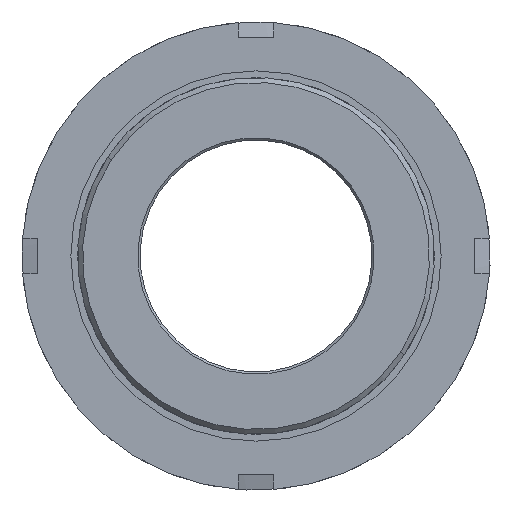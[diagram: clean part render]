
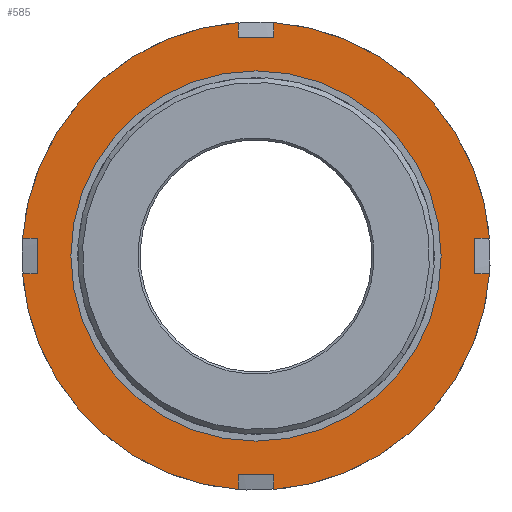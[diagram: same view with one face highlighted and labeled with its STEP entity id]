
A CAD part, front view. The second image highlights one B-rep face of the part: STEP entity #585.
In plain terms, the highlighted planar face has unit normal (0, -1, 0).
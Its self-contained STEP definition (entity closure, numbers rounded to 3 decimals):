
#27 = DIRECTION ( 'NONE',  ( -1., 0., 0. ) ) ;
#33 = AXIS2_PLACEMENT_3D ( 'NONE', #242, #1909, #27 ) ;
#35 = LINE ( 'NONE', #1937, #260 ) ;
#50 = ORIENTED_EDGE ( 'NONE', *, *, #1328, .T. ) ;
#69 = VECTOR ( 'NONE', #1359, 1000. ) ;
#71 = VERTEX_POINT ( 'NONE', #2100 ) ;
#83 = VERTEX_POINT ( 'NONE', #1510 ) ;
#98 = VERTEX_POINT ( 'NONE', #1060 ) ;
#99 = VECTOR ( 'NONE', #1973, 1000. ) ;
#101 = ORIENTED_EDGE ( 'NONE', *, *, #975, .T. ) ;
#141 = EDGE_CURVE ( 'NONE', #71, #2290, #491, .T. ) ;
#213 = EDGE_CURVE ( 'NONE', #2167, #98, #1391, .T. ) ;
#242 = CARTESIAN_POINT ( 'NONE',  ( 41.5, -31.968, 0. ) ) ;
#246 = CARTESIAN_POINT ( 'NONE',  ( 0., -31.968, 0. ) ) ;
#260 = VECTOR ( 'NONE', #527, 1000. ) ;
#268 = DIRECTION ( 'NONE',  ( 0., 1., 0. ) ) ;
#283 = ORIENTED_EDGE ( 'NONE', *, *, #2607, .T. ) ;
#294 = VECTOR ( 'NONE', #2654, 1000. ) ;
#322 = VERTEX_POINT ( 'NONE', #1574 ) ;
#323 = CIRCLE ( 'NONE', #1435, 41.5 ) ;
#410 = DIRECTION ( 'NONE',  ( 0., 0., -1. ) ) ;
#431 = EDGE_CURVE ( 'NONE', #1583, #322, #2049, .T. ) ;
#432 = DIRECTION ( 'NONE',  ( 0., 1., 0. ) ) ;
#451 = CARTESIAN_POINT ( 'NONE',  ( -4., -31.968, 0. ) ) ;
#471 = CIRCLE ( 'NONE', #1283, 52.5 ) ;
#491 = LINE ( 'NONE', #451, #911 ) ;
#501 = EDGE_CURVE ( 'NONE', #2167, #632, #1493, .T. ) ;
#517 = CARTESIAN_POINT ( 'NONE',  ( 49., -31.968, 4. ) ) ;
#527 = DIRECTION ( 'NONE',  ( 0., 0., -1. ) ) ;
#567 = AXIS2_PLACEMENT_3D ( 'NONE', #932, #2573, #2544 ) ;
#585 = ADVANCED_FACE ( 'NONE', ( #2552, #1522 ), #2151, .F. ) ;
#610 = CARTESIAN_POINT ( 'NONE',  ( 49., -31.968, 0. ) ) ;
#629 = DIRECTION ( 'NONE',  ( 1., 0., 0. ) ) ;
#630 = DIRECTION ( 'NONE',  ( -1., 0., 0. ) ) ;
#632 = VERTEX_POINT ( 'NONE', #876 ) ;
#705 = CIRCLE ( 'NONE', #1915, 52.5 ) ;
#720 = ORIENTED_EDGE ( 'NONE', *, *, #2053, .F. ) ;
#728 = CARTESIAN_POINT ( 'NONE',  ( -4., -31.968, 0. ) ) ;
#729 = ORIENTED_EDGE ( 'NONE', *, *, #1634, .F. ) ;
#784 = VECTOR ( 'NONE', #410, 1000. ) ;
#797 = VERTEX_POINT ( 'NONE', #1358 ) ;
#848 = ORIENTED_EDGE ( 'NONE', *, *, #1547, .F. ) ;
#856 = CARTESIAN_POINT ( 'NONE',  ( 0., -31.968, 4. ) ) ;
#860 = VECTOR ( 'NONE', #629, 1000. ) ;
#864 = LINE ( 'NONE', #1489, #99 ) ;
#876 = CARTESIAN_POINT ( 'NONE',  ( -52.347, -31.968, -4. ) ) ;
#880 = VECTOR ( 'NONE', #1347, 1000. ) ;
#902 = DIRECTION ( 'NONE',  ( -1., 0., 0. ) ) ;
#911 = VECTOR ( 'NONE', #2119, 1000. ) ;
#932 = CARTESIAN_POINT ( 'NONE',  ( 0., -31.968, 0. ) ) ;
#940 = CARTESIAN_POINT ( 'NONE',  ( 4., -31.968, 49. ) ) ;
#962 = AXIS2_PLACEMENT_3D ( 'NONE', #2019, #1239, #630 ) ;
#970 = CARTESIAN_POINT ( 'NONE',  ( 0., -31.968, -49. ) ) ;
#975 = EDGE_CURVE ( 'NONE', #2283, #797, #323, .T. ) ;
#987 = CARTESIAN_POINT ( 'NONE',  ( 4., -31.968, -52.347 ) ) ;
#1041 = VERTEX_POINT ( 'NONE', #2328 ) ;
#1043 = DIRECTION ( 'NONE',  ( -1., 0., 0. ) ) ;
#1053 = EDGE_CURVE ( 'NONE', #2479, #2073, #35, .T. ) ;
#1060 = CARTESIAN_POINT ( 'NONE',  ( -4., -31.968, -49. ) ) ;
#1084 = DIRECTION ( 'NONE',  ( -1., 0., 0. ) ) ;
#1093 = EDGE_CURVE ( 'NONE', #1184, #1765, #2022, .T. ) ;
#1146 = CARTESIAN_POINT ( 'NONE',  ( 4., -31.968, 0. ) ) ;
#1184 = VERTEX_POINT ( 'NONE', #987 ) ;
#1219 = CARTESIAN_POINT ( 'NONE',  ( 0., -31.968, 49. ) ) ;
#1239 = DIRECTION ( 'NONE',  ( 0., 1., 0. ) ) ;
#1245 = VECTOR ( 'NONE', #1364, 1000. ) ;
#1252 = LINE ( 'NONE', #2168, #1665 ) ;
#1259 = AXIS2_PLACEMENT_3D ( 'NONE', #2277, #432, #1264 ) ;
#1262 = CARTESIAN_POINT ( 'NONE',  ( 0., -31.968, 0. ) ) ;
#1264 = DIRECTION ( 'NONE',  ( -1., 0., 0. ) ) ;
#1270 = DIRECTION ( 'NONE',  ( 0., 1., 0. ) ) ;
#1283 = AXIS2_PLACEMENT_3D ( 'NONE', #1262, #1270, #1043 ) ;
#1315 = VERTEX_POINT ( 'NONE', #1407 ) ;
#1328 = EDGE_CURVE ( 'NONE', #797, #2283, #1766, .T. ) ;
#1332 = ORIENTED_EDGE ( 'NONE', *, *, #1093, .F. ) ;
#1343 = ORIENTED_EDGE ( 'NONE', *, *, #501, .F. ) ;
#1344 = CIRCLE ( 'NONE', #567, 52.5 ) ;
#1345 = DIRECTION ( 'NONE',  ( 1., 0., 0. ) ) ;
#1347 = DIRECTION ( 'NONE',  ( 0., 0., 1. ) ) ;
#1358 = CARTESIAN_POINT ( 'NONE',  ( -41.5, -31.968, 0. ) ) ;
#1359 = DIRECTION ( 'NONE',  ( -1., 0., 0. ) ) ;
#1364 = DIRECTION ( 'NONE',  ( -1., 0., 0. ) ) ;
#1365 = ORIENTED_EDGE ( 'NONE', *, *, #213, .T. ) ;
#1391 = LINE ( 'NONE', #728, #880 ) ;
#1406 = CARTESIAN_POINT ( 'NONE',  ( -4., -31.968, -52.347 ) ) ;
#1407 = CARTESIAN_POINT ( 'NONE',  ( 52.347, -31.968, -4. ) ) ;
#1409 = ORIENTED_EDGE ( 'NONE', *, *, #431, .F. ) ;
#1412 = LINE ( 'NONE', #970, #69 ) ;
#1427 = VERTEX_POINT ( 'NONE', #1841 ) ;
#1435 = AXIS2_PLACEMENT_3D ( 'NONE', #246, #268, #1084 ) ;
#1460 = EDGE_LOOP ( 'NONE', ( #283, #1409, #720, #2062, #2256, #2095, #2415, #729, #1908, #1629, #2060, #1343, #1365, #2333, #1332, #848 ) ) ;
#1489 = CARTESIAN_POINT ( 'NONE',  ( -49., -31.968, 0. ) ) ;
#1493 = CIRCLE ( 'NONE', #1259, 52.5 ) ;
#1510 = CARTESIAN_POINT ( 'NONE',  ( -49., -31.968, 4. ) ) ;
#1522 = FACE_OUTER_BOUND ( 'NONE', #1460, .T. ) ;
#1547 = EDGE_CURVE ( 'NONE', #1315, #1184, #705, .T. ) ;
#1574 = CARTESIAN_POINT ( 'NONE',  ( 49., -31.968, -4. ) ) ;
#1578 = EDGE_CURVE ( 'NONE', #2500, #83, #864, .T. ) ;
#1583 = VERTEX_POINT ( 'NONE', #517 ) ;
#1585 = CARTESIAN_POINT ( 'NONE',  ( 4., -31.968, -49. ) ) ;
#1629 = ORIENTED_EDGE ( 'NONE', *, *, #1578, .F. ) ;
#1634 = EDGE_CURVE ( 'NONE', #1427, #71, #1344, .T. ) ;
#1648 = EDGE_CURVE ( 'NONE', #632, #2500, #1252, .T. ) ;
#1665 = VECTOR ( 'NONE', #1345, 1000. ) ;
#1710 = CARTESIAN_POINT ( 'NONE',  ( 0., -31.968, 0. ) ) ;
#1765 = VERTEX_POINT ( 'NONE', #1585 ) ;
#1766 = CIRCLE ( 'NONE', #962, 41.5 ) ;
#1770 = EDGE_CURVE ( 'NONE', #1765, #98, #1412, .T. ) ;
#1832 = CARTESIAN_POINT ( 'NONE',  ( 0., -31.968, -4. ) ) ;
#1841 = CARTESIAN_POINT ( 'NONE',  ( -52.347, -31.968, 4. ) ) ;
#1908 = ORIENTED_EDGE ( 'NONE', *, *, #2263, .T. ) ;
#1909 = DIRECTION ( 'NONE',  ( 0., 1., 0. ) ) ;
#1915 = AXIS2_PLACEMENT_3D ( 'NONE', #1710, #2334, #902 ) ;
#1937 = CARTESIAN_POINT ( 'NONE',  ( 4., -31.968, 0. ) ) ;
#1958 = LINE ( 'NONE', #1219, #294 ) ;
#1973 = DIRECTION ( 'NONE',  ( 0., 0., 1. ) ) ;
#2019 = CARTESIAN_POINT ( 'NONE',  ( 0., -31.968, 0. ) ) ;
#2022 = LINE ( 'NONE', #1146, #2082 ) ;
#2049 = LINE ( 'NONE', #610, #784 ) ;
#2052 = DIRECTION ( 'NONE',  ( -1., 0., 0. ) ) ;
#2053 = EDGE_CURVE ( 'NONE', #1041, #1583, #2252, .T. ) ;
#2060 = ORIENTED_EDGE ( 'NONE', *, *, #1648, .F. ) ;
#2062 = ORIENTED_EDGE ( 'NONE', *, *, #2652, .F. ) ;
#2068 = CARTESIAN_POINT ( 'NONE',  ( -4., -31.968, 49. ) ) ;
#2073 = VERTEX_POINT ( 'NONE', #940 ) ;
#2082 = VECTOR ( 'NONE', #2586, 1000. ) ;
#2095 = ORIENTED_EDGE ( 'NONE', *, *, #2605, .F. ) ;
#2100 = CARTESIAN_POINT ( 'NONE',  ( -4., -31.968, 52.347 ) ) ;
#2119 = DIRECTION ( 'NONE',  ( 0., 0., -1. ) ) ;
#2150 = VECTOR ( 'NONE', #2052, 1000. ) ;
#2151 = PLANE ( 'NONE',  #33 ) ;
#2167 = VERTEX_POINT ( 'NONE', #1406 ) ;
#2168 = CARTESIAN_POINT ( 'NONE',  ( 0., -31.968, -4. ) ) ;
#2178 = LINE ( 'NONE', #1832, #2150 ) ;
#2235 = EDGE_LOOP ( 'NONE', ( #50, #101 ) ) ;
#2243 = CARTESIAN_POINT ( 'NONE',  ( -49., -31.968, -4. ) ) ;
#2252 = LINE ( 'NONE', #2615, #1245 ) ;
#2256 = ORIENTED_EDGE ( 'NONE', *, *, #1053, .T. ) ;
#2263 = EDGE_CURVE ( 'NONE', #1427, #83, #2407, .T. ) ;
#2277 = CARTESIAN_POINT ( 'NONE',  ( 0., -31.968, 0. ) ) ;
#2283 = VERTEX_POINT ( 'NONE', #2303 ) ;
#2290 = VERTEX_POINT ( 'NONE', #2068 ) ;
#2303 = CARTESIAN_POINT ( 'NONE',  ( 41.5, -31.968, 0. ) ) ;
#2328 = CARTESIAN_POINT ( 'NONE',  ( 52.347, -31.968, 4. ) ) ;
#2333 = ORIENTED_EDGE ( 'NONE', *, *, #1770, .F. ) ;
#2334 = DIRECTION ( 'NONE',  ( 0., 1., 0. ) ) ;
#2407 = LINE ( 'NONE', #856, #860 ) ;
#2415 = ORIENTED_EDGE ( 'NONE', *, *, #141, .F. ) ;
#2479 = VERTEX_POINT ( 'NONE', #2635 ) ;
#2500 = VERTEX_POINT ( 'NONE', #2243 ) ;
#2544 = DIRECTION ( 'NONE',  ( -1., 0., 0. ) ) ;
#2552 = FACE_BOUND ( 'NONE', #2235, .T. ) ;
#2573 = DIRECTION ( 'NONE',  ( 0., 1., 0. ) ) ;
#2586 = DIRECTION ( 'NONE',  ( 0., 0., 1. ) ) ;
#2605 = EDGE_CURVE ( 'NONE', #2290, #2073, #1958, .T. ) ;
#2607 = EDGE_CURVE ( 'NONE', #1315, #322, #2178, .T. ) ;
#2615 = CARTESIAN_POINT ( 'NONE',  ( 0., -31.968, 4. ) ) ;
#2635 = CARTESIAN_POINT ( 'NONE',  ( 4., -31.968, 52.347 ) ) ;
#2652 = EDGE_CURVE ( 'NONE', #2479, #1041, #471, .T. ) ;
#2654 = DIRECTION ( 'NONE',  ( 1., 0., 0. ) ) ;
